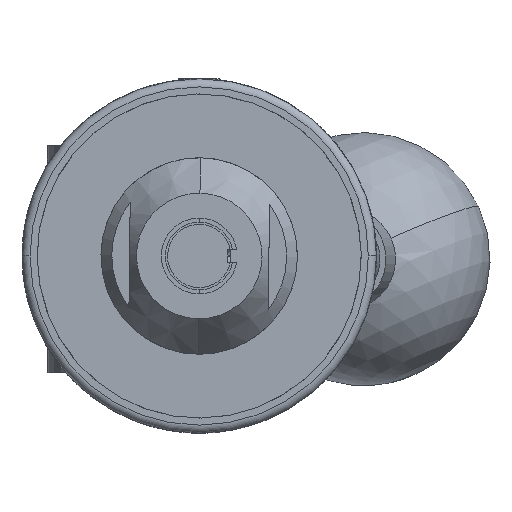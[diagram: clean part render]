
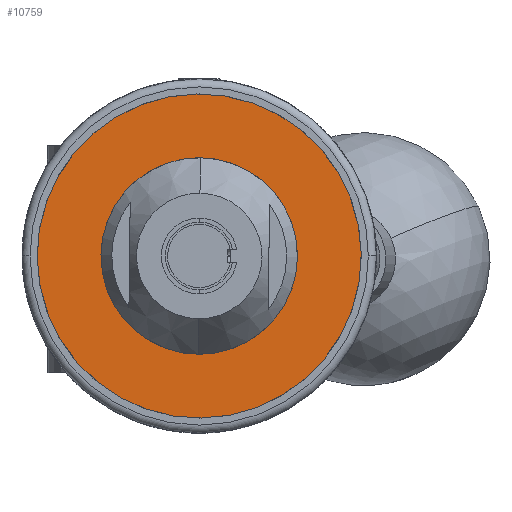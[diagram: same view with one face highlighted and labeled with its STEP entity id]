
A CAD part, left-side view. The second image highlights one B-rep face of the part: STEP entity #10759.
In plain terms, the highlighted planar face has unit normal (-1, 0, 0).
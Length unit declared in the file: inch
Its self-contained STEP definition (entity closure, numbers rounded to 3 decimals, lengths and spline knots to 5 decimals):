
#133 = ORIENTED_EDGE ( 'NONE', *, *, #3702, .T. ) ;
#206 = CARTESIAN_POINT ( 'NONE',  ( -3.226, 0., 0. ) ) ;
#585 = CIRCLE ( 'NONE', #1701, 0.485 ) ;
#1020 = AXIS2_PLACEMENT_3D ( 'NONE', #12601, #4107, #3967 ) ;
#1701 = AXIS2_PLACEMENT_3D ( 'NONE', #5862, #11293, #10394 ) ;
#1942 = VERTEX_POINT ( 'NONE', #2911 ) ;
#2094 = DIRECTION ( 'NONE',  ( 1., 0., 0. ) ) ;
#2286 = AXIS2_PLACEMENT_3D ( 'NONE', #11877, #2094, #11600 ) ;
#2911 = CARTESIAN_POINT ( 'NONE',  ( -3.226, 0.00817, 0.48493 ) ) ;
#3058 = PLANE ( 'NONE',  #2286 ) ;
#3285 = EDGE_LOOP ( 'NONE', ( #7120, #133 ) ) ;
#3702 = EDGE_CURVE ( 'NONE', #5940, #1942, #9255, .T. ) ;
#3967 = DIRECTION ( 'NONE',  ( 0., 0.017, 1. ) ) ;
#4107 = DIRECTION ( 'NONE',  ( 1., 0., 0. ) ) ;
#4379 = ORIENTED_EDGE ( 'NONE', *, *, #5742, .F. ) ;
#4472 = DIRECTION ( 'NONE',  ( 0., 0.017, 1. ) ) ;
#4604 = DIRECTION ( 'NONE',  ( 1., 0., 0. ) ) ;
#4667 = DIRECTION ( 'NONE',  ( 0., 0.017, 1. ) ) ;
#5676 = EDGE_CURVE ( 'NONE', #6040, #9015, #11315, .T. ) ;
#5742 = EDGE_CURVE ( 'NONE', #9015, #6040, #7035, .T. ) ;
#5862 = CARTESIAN_POINT ( 'NONE',  ( -3.226, 0., 0. ) ) ;
#5940 = VERTEX_POINT ( 'NONE', #9935 ) ;
#6040 = VERTEX_POINT ( 'NONE', #6763 ) ;
#6763 = CARTESIAN_POINT ( 'NONE',  ( -3.226, 0.01348, 0.79989 ) ) ;
#6907 = ORIENTED_EDGE ( 'NONE', *, *, #5676, .F. ) ;
#7035 = CIRCLE ( 'NONE', #1020, 0.8 ) ;
#7120 = ORIENTED_EDGE ( 'NONE', *, *, #9522, .T. ) ;
#7245 = FACE_OUTER_BOUND ( 'NONE', #10288, .T. ) ;
#7898 = DIRECTION ( 'NONE',  ( 1., 0., 0. ) ) ;
#8029 = CARTESIAN_POINT ( 'NONE',  ( -3.226, 0., 0. ) ) ;
#9015 = VERTEX_POINT ( 'NONE', #13843 ) ;
#9255 = CIRCLE ( 'NONE', #12862, 0.485 ) ;
#9522 = EDGE_CURVE ( 'NONE', #1942, #5940, #585, .T. ) ;
#9935 = CARTESIAN_POINT ( 'NONE',  ( -3.226, -0.00817, -0.48493 ) ) ;
#10288 = EDGE_LOOP ( 'NONE', ( #4379, #6907 ) ) ;
#10394 = DIRECTION ( 'NONE',  ( 0., 0.017, 1. ) ) ;
#10759 = ADVANCED_FACE ( 'NONE', ( #7245, #12451 ), #3058, .F. ) ;
#11293 = DIRECTION ( 'NONE',  ( 1., 0., 0. ) ) ;
#11315 = CIRCLE ( 'NONE', #13345, 0.8 ) ;
#11600 = DIRECTION ( 'NONE',  ( 0., 0.017, 1. ) ) ;
#11877 = CARTESIAN_POINT ( 'NONE',  ( -3.226, 0., 0. ) ) ;
#12451 = FACE_BOUND ( 'NONE', #3285, .T. ) ;
#12601 = CARTESIAN_POINT ( 'NONE',  ( -3.226, 0., 0. ) ) ;
#12862 = AXIS2_PLACEMENT_3D ( 'NONE', #206, #4604, #4472 ) ;
#13345 = AXIS2_PLACEMENT_3D ( 'NONE', #8029, #7898, #4667 ) ;
#13843 = CARTESIAN_POINT ( 'NONE',  ( -3.226, -0.01348, -0.79989 ) ) ;
